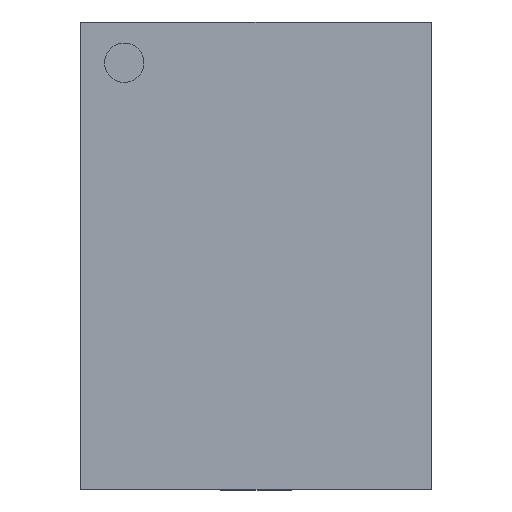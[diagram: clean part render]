
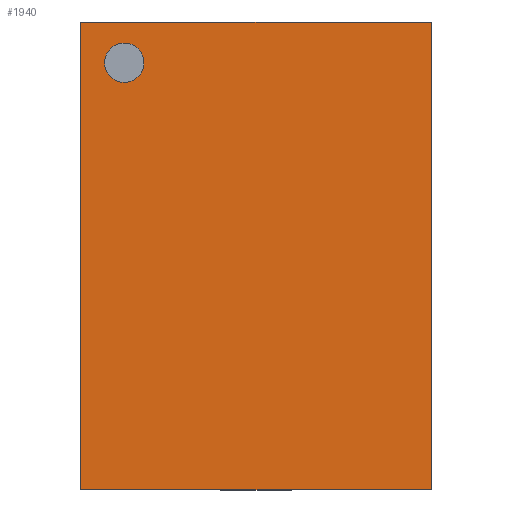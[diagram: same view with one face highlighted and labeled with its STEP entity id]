
A CAD part, top view. The second image highlights one B-rep face of the part: STEP entity #1940.
In plain terms, the highlighted planar face has unit normal (0, 0, 1).
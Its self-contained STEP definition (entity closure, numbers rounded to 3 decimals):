
#13=FACE_BOUND('',#228,.T.);
#17=CIRCLE('',#2076,0.085);
#114=FACE_OUTER_BOUND('',#227,.T.);
#227=EDGE_LOOP('',(#1588,#1589,#1590,#1591));
#228=EDGE_LOOP('',(#1592));
#443=LINE('',#2999,#703);
#466=LINE('',#3038,#726);
#472=LINE('',#3048,#732);
#476=LINE('',#3055,#736);
#703=VECTOR('',#2441,1000.);
#726=VECTOR('',#2466,1000.);
#732=VECTOR('',#2474,1000.);
#736=VECTOR('',#2480,1000.);
#876=VERTEX_POINT('',#2899);
#923=VERTEX_POINT('',#2996);
#924=VERTEX_POINT('',#2998);
#938=VERTEX_POINT('',#3035);
#939=VERTEX_POINT('',#3037);
#1095=EDGE_CURVE('',#876,#876,#17,.T.);
#1143=EDGE_CURVE('',#924,#923,#443,.T.);
#1166=EDGE_CURVE('',#939,#938,#466,.T.);
#1172=EDGE_CURVE('',#923,#939,#472,.T.);
#1176=EDGE_CURVE('',#938,#924,#476,.T.);
#1588=ORIENTED_EDGE('',*,*,#1176,.T.);
#1589=ORIENTED_EDGE('',*,*,#1143,.T.);
#1590=ORIENTED_EDGE('',*,*,#1172,.T.);
#1591=ORIENTED_EDGE('',*,*,#1166,.T.);
#1592=ORIENTED_EDGE('',*,*,#1095,.F.);
#1827=PLANE('',#2082);
#1940=ADVANCED_FACE('',(#114,#13),#1827,.T.);
#2076=AXIS2_PLACEMENT_3D('',#2901,#2388,#2389);
#2082=AXIS2_PLACEMENT_3D('',#3059,#2483,#2484);
#2388=DIRECTION('center_axis',(0.,0.,1.));
#2389=DIRECTION('ref_axis',(0.,-1.,0.));
#2441=DIRECTION('',(0.,-1.,0.));
#2466=DIRECTION('',(0.,1.,0.));
#2474=DIRECTION('',(1.,0.,0.));
#2480=DIRECTION('',(-1.,0.,0.));
#2483=DIRECTION('center_axis',(0.,0.,1.));
#2484=DIRECTION('ref_axis',(0.,-1.,0.));
#2899=CARTESIAN_POINT('',(-0.563,0.91,0.6));
#2901=CARTESIAN_POINT('Origin',(-0.563,0.825,0.6));
#2996=CARTESIAN_POINT('',(-0.75,-1.,0.6));
#2998=CARTESIAN_POINT('',(-0.75,1.,0.6));
#2999=CARTESIAN_POINT('',(-0.75,-1.,0.6));
#3035=CARTESIAN_POINT('',(0.75,1.,0.6));
#3037=CARTESIAN_POINT('',(0.75,-1.,0.6));
#3038=CARTESIAN_POINT('',(0.75,-1.,0.6));
#3048=CARTESIAN_POINT('',(0.75,-1.,0.6));
#3055=CARTESIAN_POINT('',(0.75,1.,0.6));
#3059=CARTESIAN_POINT('Origin',(0.,0.,0.6));
